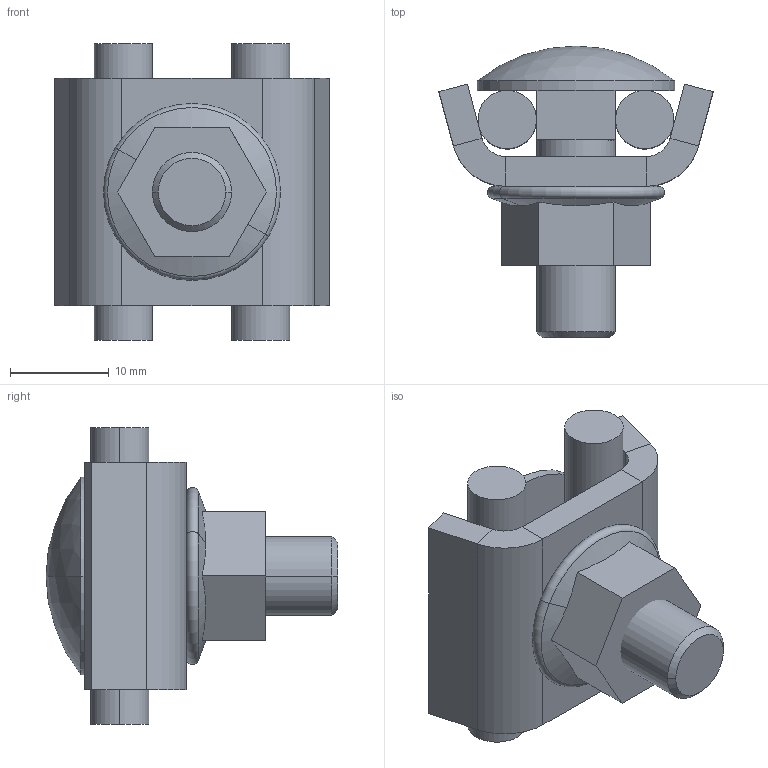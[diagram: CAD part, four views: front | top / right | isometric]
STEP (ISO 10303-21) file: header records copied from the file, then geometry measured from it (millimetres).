
FILE_DESCRIPTION (( 'STEP AP214' ), '1' );
FILE_NAME ('6016574.stp', '2018-01-09T09:56:50', ( '' ), ( '' ), 'SwSTEP 2.0', 'SolidWorks 2016', '' );
FILE_SCHEMA (( 'AUTOMOTIVE_DESIGN' ));
Length unit declared in the file: millimetre
Products named in the file (5): 6016574; 095782_Standard; 015642_M8x35; 012742_Sechskantmutter mit Flansch DIN EN 1661 - M8; Draht^111505_Standard
Assembly tree (4 placements, depth 2):
  6016574
    095782_Standard
    015642_M8x35
    012742_Sechskantmutter mit Flansch DIN EN 1661 - M8
    Draht^111505_Standard
Bounding box: 27.73 x 29.5 x 30 mm (x, y, z)
Volume: 7184.3 mm3; surface area: 5505 mm2
Topology: 5 solids, 5 shells, 64 faces, 132 edges, 79 vertices
Faces by surface type: plane 40, cylinder 16, cone 4, sphere 2, torus 2
Entity records: 1915 total; most frequent: CARTESIAN_POINT 334, DIRECTION 310, ORIENTED_EDGE 264, EDGE_CURVE 132, AXIS2_PLACEMENT_3D 115, LINE 80, VECTOR 80, VERTEX_POINT 79
